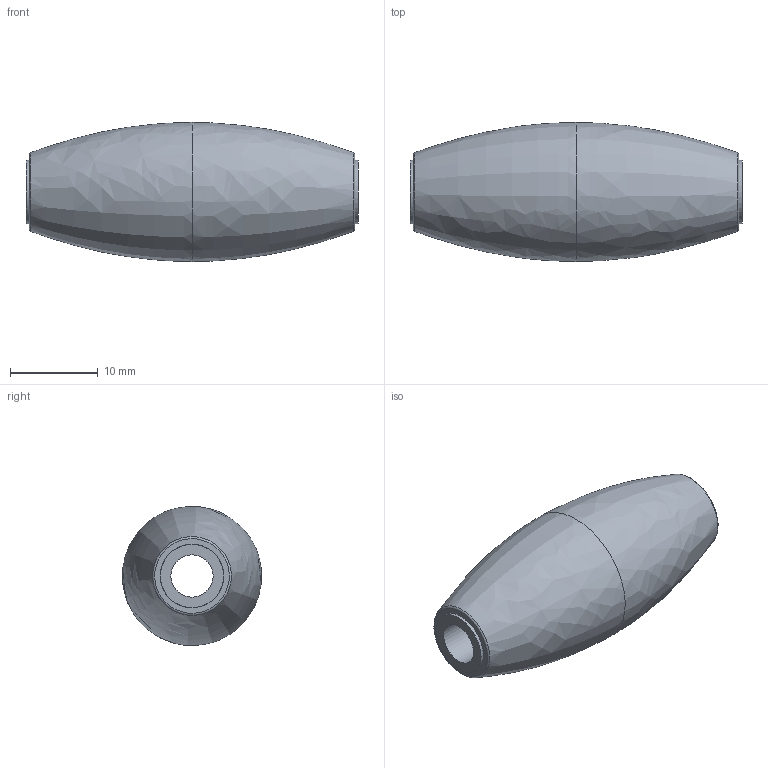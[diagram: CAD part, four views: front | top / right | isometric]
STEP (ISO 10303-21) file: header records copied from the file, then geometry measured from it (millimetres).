
FILE_DESCRIPTION (( 'STEP AP214' ), '1' );
FILE_NAME ('am-4417 2.25IN HD Mecanum Nylon Roller.STEP', '2020-10-20T15:52:43', ( '' ), ( '' ), 'SwSTEP 2.0', 'SolidWorks 2019', '' );
FILE_SCHEMA (( 'AUTOMOTIVE_DESIGN' ));
Length unit declared in the file: millimetre
Products named in the file (1): am-4417 2.25IN HD Mecanum Nylon Roller
Bounding box: 37.85 x 15.85 x 15.85 mm (x, y, z)
Volume: 4806.6 mm3; surface area: 2285 mm2
Topology: 1 solids, 1 shells, 11 faces, 21 edges, 14 vertices
Faces by surface type: plane 4, cylinder 3, bspline 2, torus 2
Full cylindrical faces by diameter (mm): 4.826 x1, 7.235 x2
Entity records: 625 total; most frequent: CARTESIAN_POINT 284, DIRECTION 42, EDGE_LOOP 22, ORIENTED_EDGE 22, AXIS2_PLACEMENT_3D 21, FACE_OUTER_BOUND 16, UNCERTAINTY_MEASURE_WITH_UNIT 14, SURFACE_STYLE_USAGE 13
